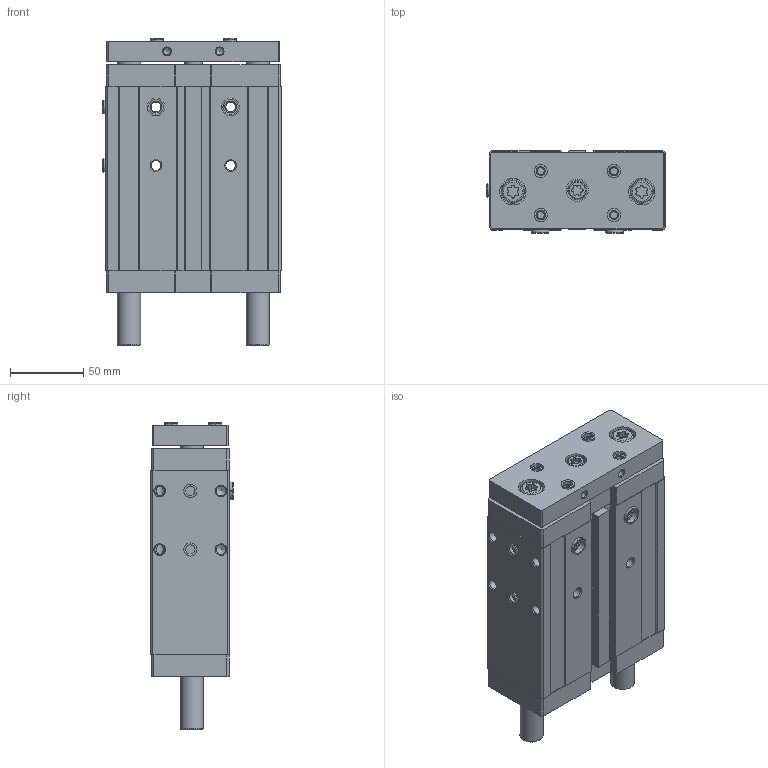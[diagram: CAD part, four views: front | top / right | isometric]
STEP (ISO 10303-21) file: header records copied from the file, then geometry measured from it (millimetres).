
FILE_DESCRIPTION(/* description */ ('STEP AP214'),/* implementation_level */ '2;1');
FILE_NAME(/* name */ '8161444_DFM-40-80-B-PPV-A-KF',/* time_stamp */ '2024-08-15T15:20:47+02:00',/* author */ ('License CC BY-ND 4.0'),/* organization */ ('CADENAS'),/* preprocessor_version */ 'ST-DEVELOPER v19.3',/* originating_system */ 'PARTsolutions',/* authorisation */ ' ');
FILE_SCHEMA (('AUTOMOTIVE_DESIGN {1 0 10303 214 3 1 1}'));
Length unit declared in the file: millimetre
Products named in the file (6): 8161444 DFM-40-80-B-PPV-A-KF---(0); 532319 DFM---40-80-B-PPV-A-KF---(ZR) 80; 532319 DFM-40-80-B-PPV-A-KF---(K); 8137184 ZBH-9-B; 8137185 ZBH-12-B; 173985 B-1/8-NPT
Assembly tree (10 placements, depth 2):
  8161444 DFM-40-80-B-PPV-A-KF---(0)
    532319 DFM---40-80-B-PPV-A-KF---(ZR) 80
    532319 DFM-40-80-B-PPV-A-KF---(K)
    8137184 ZBH-9-B  x4
    8137185 ZBH-12-B  x2
    173985 B-1/8-NPT  x2
Bounding box: 121.8 x 56.3 x 209.8 mm (x, y, z)
Volume: 958708 mm3; surface area: 167722.8 mm2
Topology: 10 solids, 10 shells, 427 faces, 1030 edges, 669 vertices
Faces by surface type: plane 194, cylinder 159, cone 59, torus 15
Full cylindrical faces by diameter (mm): 4.366 x2, 4.917 x8, 6.6 x4, 6.647 x10, 6.8 x2, 8 x2, 8.2 x1, 8.566 x4, 8.8 x2, 9 x6, 11 x4, 12 x4, 15 x1, 16 x4, 18 x2, 21.25 x1, 40 x2
Entity records: 11072 total; most frequent: CARTESIAN_POINT 1960, DIRECTION 1938, ORIENTED_EDGE 1640, EDGE_CURVE 820, AXIS2_PLACEMENT_3D 753, VERTEX_POINT 605, FACE_BOUND 577, EDGE_LOOP 570
